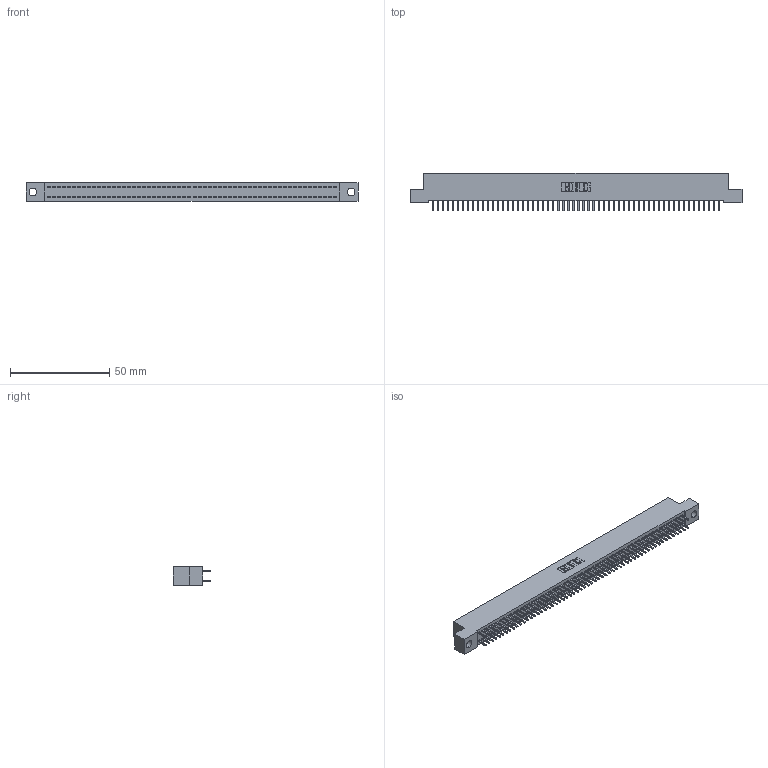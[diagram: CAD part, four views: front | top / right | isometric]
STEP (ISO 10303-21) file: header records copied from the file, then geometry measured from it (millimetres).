
FILE_DESCRIPTION (( 'STEP AP203' ), '1' );
FILE_NAME ('342-116-521-204.STEP', '2018-08-14T13:27:51', ( '' ), ( '' ), 'SwSTEP 2.0', 'SolidWorks 2016', '' );
FILE_SCHEMA (( 'CONFIG_CONTROL_DESIGN' ));
Length unit declared in the file: inch
Products named in the file (3): 342 Part_.156 TH; 345-292-001_345-293-121; 342-116-521-204
Assembly tree (117 placements, depth 2):
  342-116-521-204
    342 Part_.156 TH
    345-292-001_345-293-121  x116
Bounding box: 167.64 x 19.06 x 9.4 mm (x, y, z)
Volume: 15003.8 mm3; surface area: 24320.3 mm2
Topology: 117 solids, 117 shells, 6142 faces, 18279 edges, 12030 vertices
Faces by surface type: plane 4242, cylinder 1900
Entity records: 35133 total; most frequent: CARTESIAN_POINT 5802, ORIENTED_EDGE 5738, DIRECTION 4929, EDGE_CURVE 2869, LINE 2741, VECTOR 2741, VERTEX_POINT 1910, AXIS2_PLACEMENT_3D 1094
